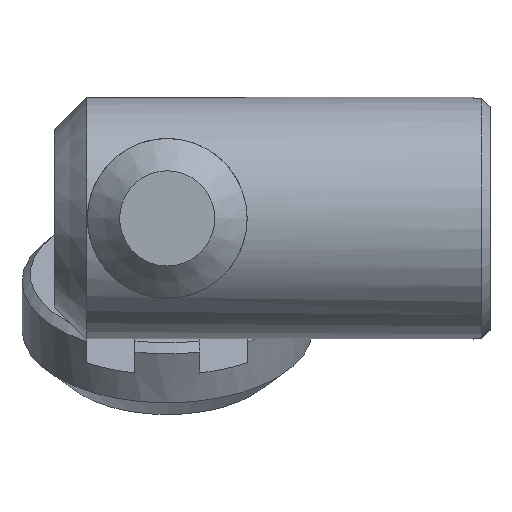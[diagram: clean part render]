
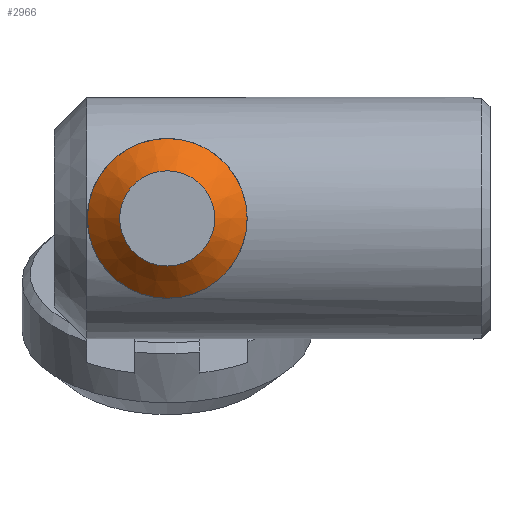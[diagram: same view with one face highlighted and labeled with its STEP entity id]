
A CAD part, front view. The second image highlights one B-rep face of the part: STEP entity #2966.
In plain terms, the highlighted conical face has half-angle 45 degrees and reference radius 4.95 mm.
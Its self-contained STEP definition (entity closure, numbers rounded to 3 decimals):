
#33=CONICAL_SURFACE('',#3150,4.95,0.785);
#86=LINE('',#5996,#391);
#391=VECTOR('',#3459,4.95);
#695=CIRCLE('',#3149,4.95);
#696=CIRCLE('',#3151,2.95);
#954=FACE_OUTER_BOUND('',#1115,.T.);
#1115=EDGE_LOOP('',(#2112,#2113,#2114,#2115));
#1319=VERTEX_POINT('',#5991);
#1320=VERTEX_POINT('',#5995);
#1633=EDGE_CURVE('',#1319,#1319,#695,.T.);
#1634=EDGE_CURVE('',#1319,#1320,#86,.T.);
#1635=EDGE_CURVE('',#1320,#1320,#696,.T.);
#2112=ORIENTED_EDGE('',*,*,#1633,.F.);
#2113=ORIENTED_EDGE('',*,*,#1634,.T.);
#2114=ORIENTED_EDGE('',*,*,#1635,.T.);
#2115=ORIENTED_EDGE('',*,*,#1634,.F.);
#2966=ADVANCED_FACE('',(#954),#33,.T.);
#3149=AXIS2_PLACEMENT_3D('',#5993,#3455,#3456);
#3150=AXIS2_PLACEMENT_3D('',#5994,#3457,#3458);
#3151=AXIS2_PLACEMENT_3D('',#5997,#3460,#3461);
#3455=DIRECTION('center_axis',(0.,1.,0.));
#3456=DIRECTION('ref_axis',(-1.,0.,0.));
#3457=DIRECTION('center_axis',(0.,1.,0.));
#3458=DIRECTION('ref_axis',(-1.,0.,0.));
#3459=DIRECTION('',(-0.707,-0.707,0.));
#3460=DIRECTION('center_axis',(0.,1.,0.));
#3461=DIRECTION('ref_axis',(-1.,0.,0.));
#5991=CARTESIAN_POINT('',(4.754,-22.821,0.796));
#5993=CARTESIAN_POINT('Origin',(-0.196,-22.821,0.796));
#5994=CARTESIAN_POINT('Origin',(-0.196,-22.821,0.796));
#5995=CARTESIAN_POINT('',(2.754,-24.821,0.796));
#5996=CARTESIAN_POINT('',(4.754,-22.821,0.796));
#5997=CARTESIAN_POINT('Origin',(-0.196,-24.821,0.796));
